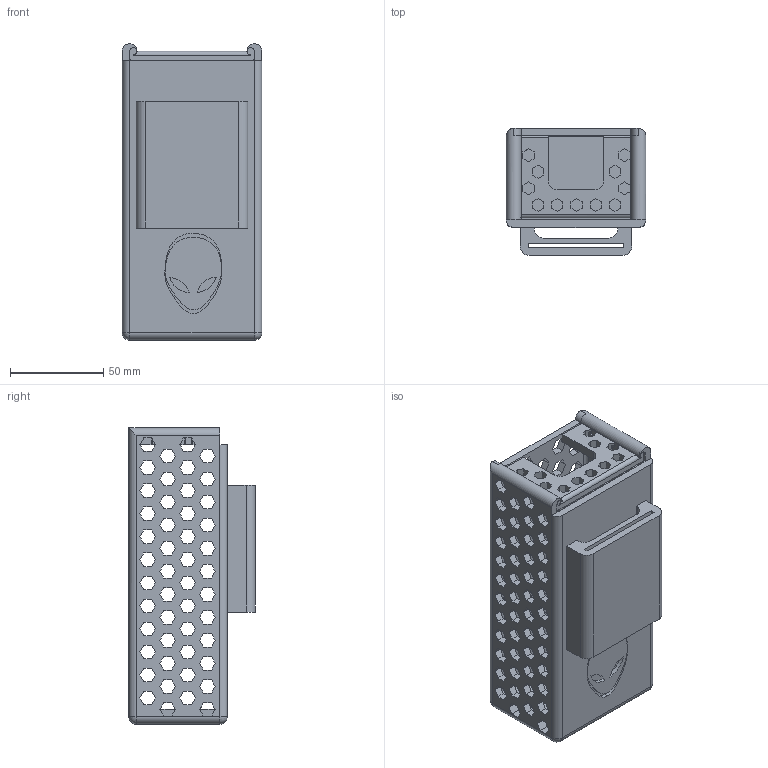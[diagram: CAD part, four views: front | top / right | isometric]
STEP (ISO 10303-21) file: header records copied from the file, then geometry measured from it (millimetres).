
FILE_DESCRIPTION(/* description */ (''),/* implementation_level */ '2;1');
FILE_NAME(/* name */ 'batery case v4.step',/* time_stamp */ '2025-08-18T19:49:54-03:00',/* author */ (''),/* organization */ (''),/* preprocessor_version */ 'ST-DEVELOPER v20.1',/* originating_system */ 'Autodesk Translation Framework v14.10.0.0',/* authorisation */ '');
FILE_SCHEMA (('AUTOMOTIVE_DESIGN { 1 0 10303 214 3 1 1 }'));
Length unit declared in the file: millimetre
Products named in the file (3): batery case; case; tampa
Assembly tree (2 placements, depth 2):
  batery case
    case
    tampa
Bounding box: 75 x 68 x 159 mm (x, y, z)
Volume: 182576.8 mm3; surface area: 104211.5 mm2
Topology: 2 solids, 2 shells, 1115 faces, 3306 edges, 2184 vertices
Faces by surface type: plane 1015, bspline 57, cylinder 39, sphere 4
Entity records: 37764 total; most frequent: CARTESIAN_POINT 7697, ORIENTED_EDGE 6608, DIRECTION 5398, EDGE_CURVE 3304, LINE 3116, VECTOR 3116, VERTEX_POINT 2184, EDGE_LOOP 1428
